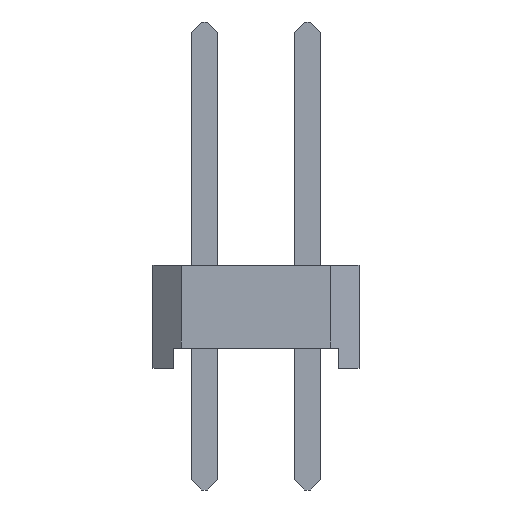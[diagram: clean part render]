
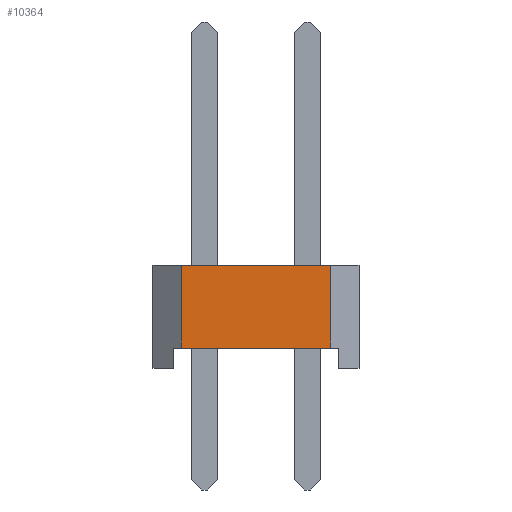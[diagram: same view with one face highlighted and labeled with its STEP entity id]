
A CAD part, left-side view. The second image highlights one B-rep face of the part: STEP entity #10364.
In plain terms, the highlighted planar face has unit normal (-1, 0, 0).
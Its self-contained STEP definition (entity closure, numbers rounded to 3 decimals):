
#457=FACE_OUTER_BOUND('',#1057,.T.);
#1057=EDGE_LOOP('',(#7162,#7163,#7164,#7165));
#1688=LINE('',#14325,#2954);
#1836=LINE('',#14848,#3102);
#2003=LINE('',#15172,#3269);
#2004=LINE('',#15173,#3270);
#2954=VECTOR('',#11662,1.);
#3102=VECTOR('',#11812,1.);
#3269=VECTOR('',#12053,1.);
#3270=VECTOR('',#12054,1.);
#4298=VERTEX_POINT('',#14322);
#4299=VERTEX_POINT('',#14324);
#4456=VERTEX_POINT('',#14845);
#4457=VERTEX_POINT('',#14847);
#5294=EDGE_CURVE('',#4298,#4299,#1688,.T.);
#5454=EDGE_CURVE('',#4456,#4457,#1836,.T.);
#5621=EDGE_CURVE('',#4299,#4456,#2003,.T.);
#5622=EDGE_CURVE('',#4298,#4457,#2004,.T.);
#7162=ORIENTED_EDGE('',*,*,#5621,.F.);
#7163=ORIENTED_EDGE('',*,*,#5294,.F.);
#7164=ORIENTED_EDGE('',*,*,#5622,.T.);
#7165=ORIENTED_EDGE('',*,*,#5454,.F.);
#9629=PLANE('',#11023);
#10364=ADVANCED_FACE('',(#457),#9629,.F.);
#11023=AXIS2_PLACEMENT_3D('',#15171,#12051,#12052);
#11662=DIRECTION('',(0.,1.,0.));
#11812=DIRECTION('',(0.,-1.,0.));
#12051=DIRECTION('center_axis',(1.,0.,0.));
#12052=DIRECTION('ref_axis',(0.,0.,-1.));
#12053=DIRECTION('',(0.,0.,1.));
#12054=DIRECTION('',(0.,0.,1.));
#14322=CARTESIAN_POINT('',(-8.89,-1.84,0.5));
#14324=CARTESIAN_POINT('',(-8.89,1.84,0.5));
#14325=CARTESIAN_POINT('',(-8.89,2.04,0.5));
#14845=CARTESIAN_POINT('',(-8.89,1.84,2.54));
#14847=CARTESIAN_POINT('',(-8.89,-1.84,2.54));
#14848=CARTESIAN_POINT('',(-8.89,2.54,2.54));
#15171=CARTESIAN_POINT('Origin',(-8.89,2.54,2.54));
#15172=CARTESIAN_POINT('',(-8.89,1.84,0.));
#15173=CARTESIAN_POINT('',(-8.89,-1.84,0.));
